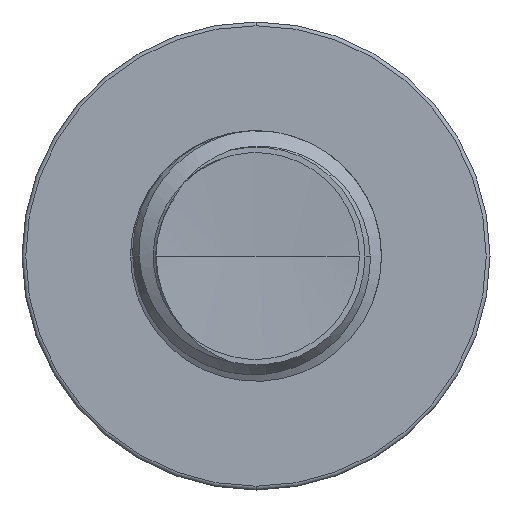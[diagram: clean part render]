
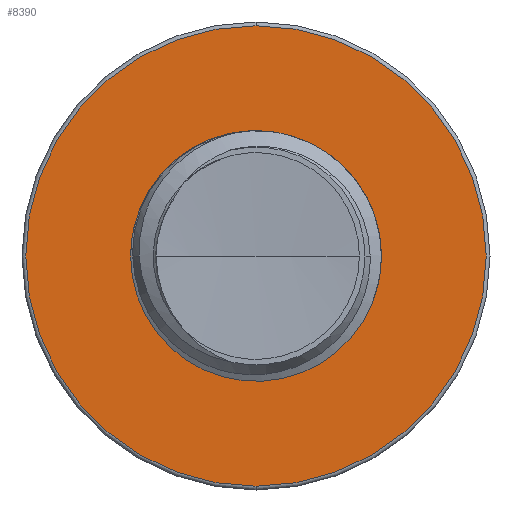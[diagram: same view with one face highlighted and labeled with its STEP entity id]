
A CAD part, front view. The second image highlights one B-rep face of the part: STEP entity #8390.
In plain terms, the highlighted planar face has unit normal (0, -1, 0).
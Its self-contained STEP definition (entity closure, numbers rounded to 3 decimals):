
#46 = ORIENTED_EDGE ( 'NONE', *, *, #15500, .T. ) ;
#698 = VERTEX_POINT ( 'NONE', #11152 ) ;
#859 = ORIENTED_EDGE ( 'NONE', *, *, #10665, .F. ) ;
#975 = CIRCLE ( 'NONE', #4764, 1.436 ) ;
#1792 = CARTESIAN_POINT ( 'NONE',  ( 0., 3., 0. ) ) ;
#2135 = VERTEX_POINT ( 'NONE', #12090 ) ;
#2703 = VERTEX_POINT ( 'NONE', #12462 ) ;
#3048 = DIRECTION ( 'NONE',  ( 0., 0., -1. ) ) ;
#3319 = EDGE_LOOP ( 'NONE', ( #46, #10143 ) ) ;
#4764 = AXIS2_PLACEMENT_3D ( 'NONE', #1792, #10704, #3048 ) ;
#5152 = FACE_BOUND ( 'NONE', #10310, .T. ) ;
#5568 = FACE_OUTER_BOUND ( 'NONE', #3319, .T. ) ;
#6273 = EDGE_CURVE ( 'NONE', #2703, #14900, #15494, .T. ) ;
#6503 = DIRECTION ( 'NONE',  ( 0., 0., -1. ) ) ;
#6544 = DIRECTION ( 'NONE',  ( 0., -1., 0. ) ) ;
#6558 = CARTESIAN_POINT ( 'NONE',  ( 0., 3., 0. ) ) ;
#6824 = CARTESIAN_POINT ( 'NONE',  ( 0., 3., 0. ) ) ;
#7125 = CARTESIAN_POINT ( 'NONE',  ( 0., 3., 0. ) ) ;
#7226 = AXIS2_PLACEMENT_3D ( 'NONE', #6558, #6544, #6503 ) ;
#7867 = AXIS2_PLACEMENT_3D ( 'NONE', #6824, #15209, #8139 ) ;
#8139 = DIRECTION ( 'NONE',  ( 0., 0., -1. ) ) ;
#8390 = ADVANCED_FACE ( 'NONE', ( #5568, #5152 ), #14009, .T. ) ;
#8425 = DIRECTION ( 'NONE',  ( 0., 0., -1. ) ) ;
#8844 = CARTESIAN_POINT ( 'NONE',  ( 0., 3., 1.436 ) ) ;
#10143 = ORIENTED_EDGE ( 'NONE', *, *, #15643, .T. ) ;
#10310 = EDGE_LOOP ( 'NONE', ( #10525, #859 ) ) ;
#10380 = AXIS2_PLACEMENT_3D ( 'NONE', #7125, #15426, #8425 ) ;
#10525 = ORIENTED_EDGE ( 'NONE', *, *, #6273, .F. ) ;
#10665 = EDGE_CURVE ( 'NONE', #14900, #2703, #975, .T. ) ;
#10704 = DIRECTION ( 'NONE',  ( 0., -1., 0. ) ) ;
#10972 = CIRCLE ( 'NONE', #10380, 2.755 ) ;
#11152 = CARTESIAN_POINT ( 'NONE',  ( 0., 3., -2.755 ) ) ;
#12090 = CARTESIAN_POINT ( 'NONE',  ( 0., 3., 2.755 ) ) ;
#12462 = CARTESIAN_POINT ( 'NONE',  ( 0., 3., -1.436 ) ) ;
#13940 = DIRECTION ( 'NONE',  ( 0., 0., -1. ) ) ;
#13942 = DIRECTION ( 'NONE',  ( 0., -1., 0. ) ) ;
#14009 = PLANE ( 'NONE',  #14510 ) ;
#14098 = CARTESIAN_POINT ( 'NONE',  ( 0., 3., 1.436 ) ) ;
#14510 = AXIS2_PLACEMENT_3D ( 'NONE', #14098, #13942, #13940 ) ;
#14805 = CIRCLE ( 'NONE', #7867, 2.755 ) ;
#14900 = VERTEX_POINT ( 'NONE', #8844 ) ;
#15209 = DIRECTION ( 'NONE',  ( 0., -1., 0. ) ) ;
#15426 = DIRECTION ( 'NONE',  ( 0., -1., 0. ) ) ;
#15494 = CIRCLE ( 'NONE', #7226, 1.436 ) ;
#15500 = EDGE_CURVE ( 'NONE', #698, #2135, #14805, .T. ) ;
#15643 = EDGE_CURVE ( 'NONE', #2135, #698, #10972, .T. ) ;
